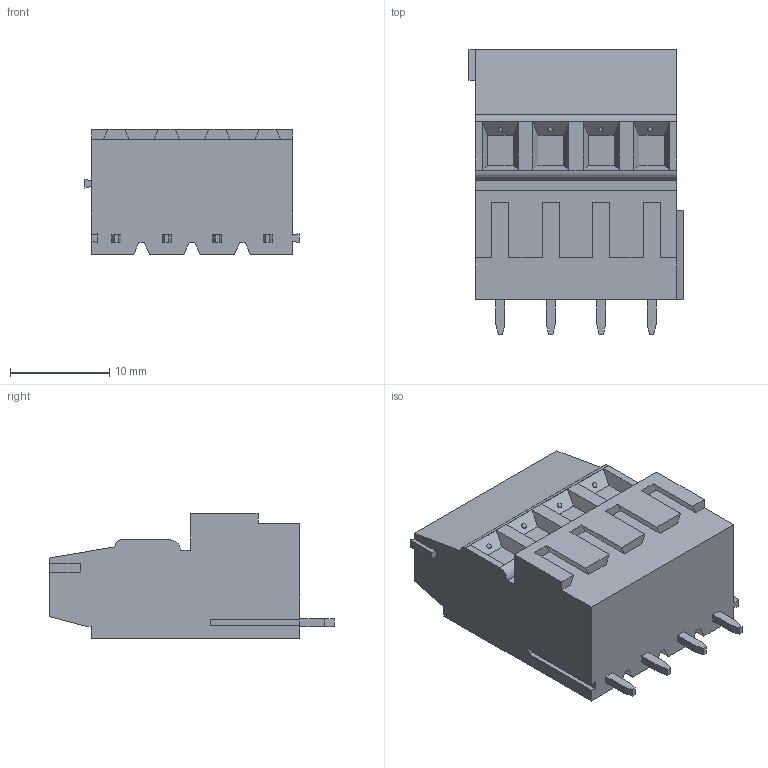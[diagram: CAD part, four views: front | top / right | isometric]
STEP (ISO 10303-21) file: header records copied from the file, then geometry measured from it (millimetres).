
FILE_DESCRIPTION((''),'2;1');
FILE_NAME('WJEEK508-508--04P-00A','2018-12-01T',('Administrator'),(''),'CREO PARAMETRIC BY PTC INC, 2016380','CREO PARAMETRIC BY PTC INC, 2016380','');
FILE_SCHEMA(('CONFIG_CONTROL_DESIGN'));
Length unit declared in the file: millimetre
Products named in the file (1): WJEEK508-508--04P-00A
Bounding box: 21.56 x 28.7 x 12.6 mm (x, y, z)
Volume: 4876 mm3; surface area: 2756.7 mm2
Topology: 1 solids, 1 shells, 245 faces, 613 edges, 390 vertices
Faces by surface type: plane 151, cylinder 42, cone 32, torus 16, sphere 4
Entity records: 7433 total; most frequent: CARTESIAN_POINT 1352, DIRECTION 1235, ORIENTED_EDGE 1226, EDGE_CURVE 613, VECTOR 449, LINE 449, AXIS2_PLACEMENT_3D 393, VERTEX_POINT 390
